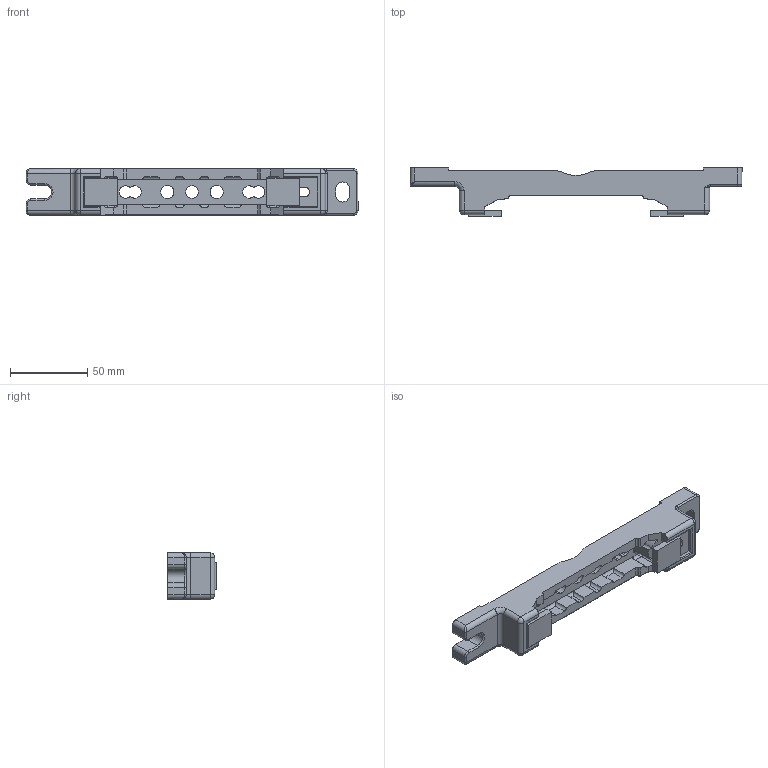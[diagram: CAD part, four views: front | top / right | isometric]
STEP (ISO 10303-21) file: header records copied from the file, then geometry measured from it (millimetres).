
FILE_DESCRIPTION (( 'STEP AP203' ), '1' );
FILE_NAME ('222826.STEP', '2016-01-20T09:09:25', ( '' ), ( '' ), 'SwSTEP 2.0', 'SolidWorks 2015', '' );
FILE_SCHEMA (( 'CONFIG_CONTROL_DESIGN' ));
Length unit declared in the file: millimetre
Products named in the file (1): 222826
Bounding box: 215 x 31.5 x 30 mm (x, y, z)
Volume: 83820.8 mm3; surface area: 31273.2 mm2
Topology: 1 solids, 1 shells, 352 faces, 954 edges, 580 vertices
Faces by surface type: cylinder 169, plane 122, torus 27, bspline 18, sphere 12, cone 4
Entity records: 12048 total; most frequent: CARTESIAN_POINT 3295, ORIENTED_EDGE 1868, DIRECTION 1831, EDGE_CURVE 934, AXIS2_PLACEMENT_3D 664, VERTEX_POINT 580, VECTOR 503, LINE 503
